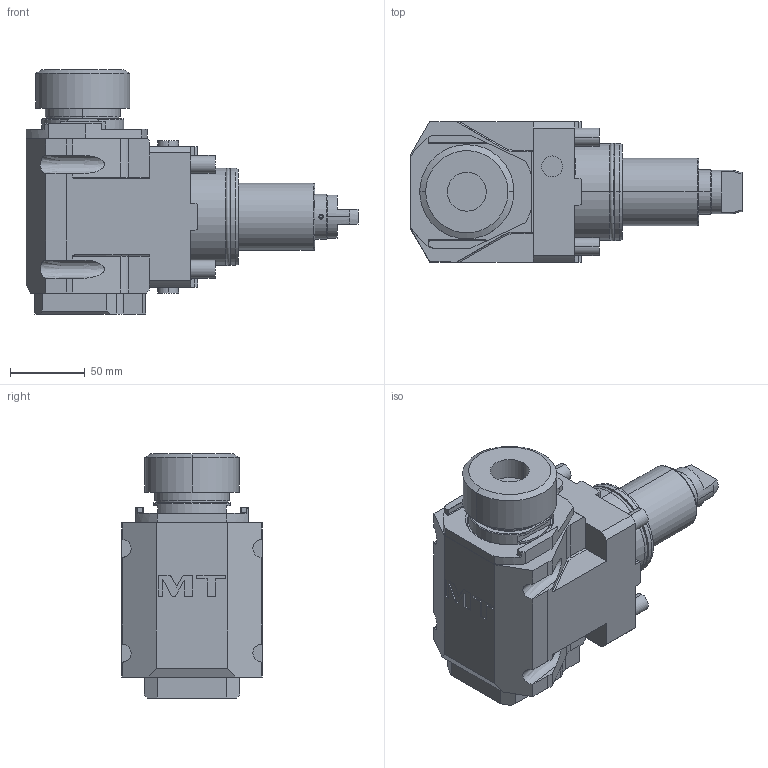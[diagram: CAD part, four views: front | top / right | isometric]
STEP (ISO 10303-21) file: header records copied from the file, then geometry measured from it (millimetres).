
FILE_DESCRIPTION((''),'2;1');
FILE_NAME('DWO0700240_CONF','2023-05-02T10:34:13',('gvalli'),('M.T. srl'),'CREO PARAMETRIC BY PTC INC, 2021072','CREO PARAMETRIC BY PTC INC, 2021072','');
FILE_SCHEMA(('CONFIG_CONTROL_DESIGN'));
Length unit declared in the file: millimetre
Products named in the file (1): DWO0700240_CONF
Bounding box: 222 x 94 x 163.16 mm (x, y, z)
Volume: 1336569.8 mm3; surface area: 106976 mm2
Topology: 1 solids, 1 shells, 304 faces, 762 edges, 492 vertices
Faces by surface type: plane 174, cylinder 90, cone 18, torus 16, bspline 4, extrusion 2
Entity records: 10390 total; most frequent: CARTESIAN_POINT 2992, ORIENTED_EDGE 1524, DIRECTION 1520, EDGE_CURVE 762, AXIS2_PLACEMENT_3D 510, VECTOR 500, LINE 498, VERTEX_POINT 492
